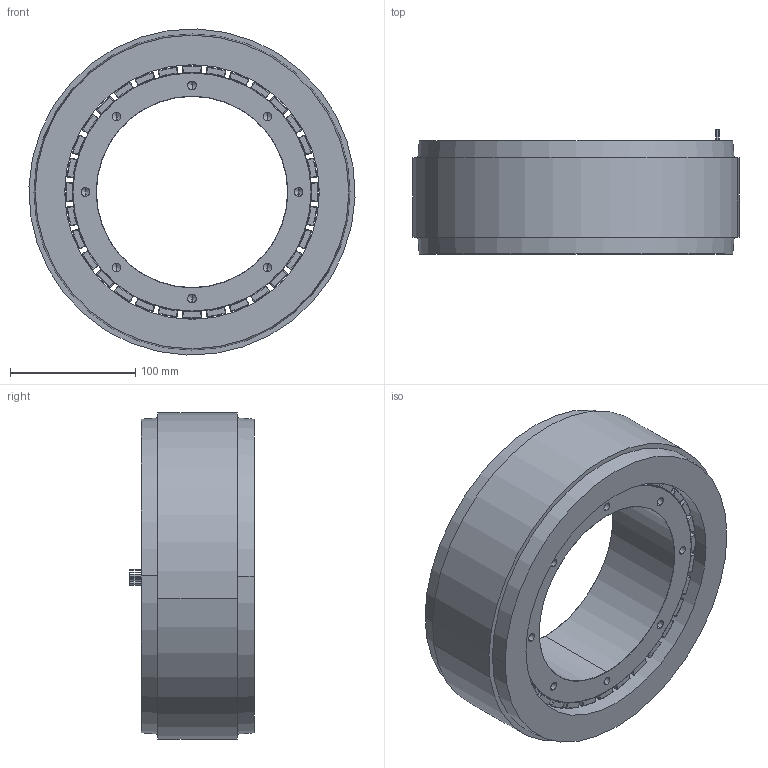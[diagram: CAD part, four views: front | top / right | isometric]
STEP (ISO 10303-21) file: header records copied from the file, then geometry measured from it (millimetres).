
FILE_DESCRIPTION (( 'STEP AP203' ), '1' );
FILE_NAME ('ZWDR260-70×°Åä-×Ü-A02-model.STEP', '2024-03-07T03:03:02', ( '' ), ( '' ), 'SwSTEP 2.0', 'SolidWorks 2020', '' );
FILE_SCHEMA (( 'CONFIG_CONTROL_DESIGN' ));
Length unit declared in the file: millimetre
Products named in the file (6): ZWDR260-70外圈灌胶定子-A02-model; 埴說棠詩-model; ZWDR260-70詁樓詁え-沺郋-A02-model; ZWDR260-70蚾饜-軞-A02-model; ZWDR260-70囀雄赽-囀遠-A02-model; 囀雄赽-A02-model
Assembly tree (36 placements, depth 3):
  ZWDR260-70蚾饜-軞-A02-model
    ZWDR260-70外圈灌胶定子-A02-model
    囀雄赽-A02-model
      ZWDR260-70囀雄赽-囀遠-A02-model
      埴說棠詩-model  x32
    ZWDR260-70詁樓詁え-沺郋-A02-model
Bounding box: 259.86 x 99.18 x 259.86 mm (x, y, z)
Volume: 2653196.5 mm3; surface area: 472553.6 mm2
Topology: 35 solids, 35 shells, 1014 faces, 2400 edges, 1192 vertices
Faces by surface type: cylinder 444, sphere 256, plane 142, torus 128, cone 44
Entity records: 6906 total; most frequent: DIRECTION 1126, CARTESIAN_POINT 948, ORIENTED_EDGE 876, AXIS2_PLACEMENT_3D 502, EDGE_CURVE 438, VERTEX_POINT 324, CIRCLE 316, EDGE_LOOP 176
